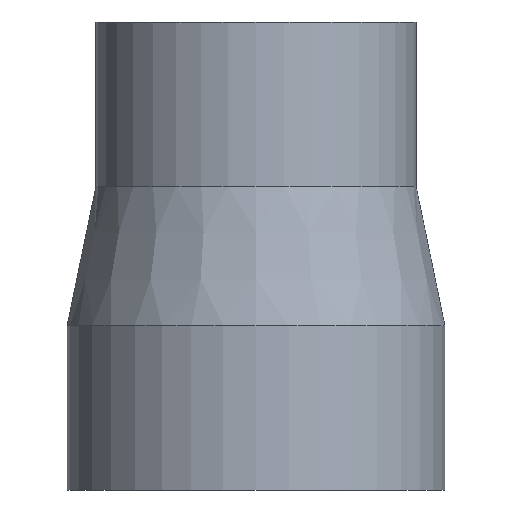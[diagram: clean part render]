
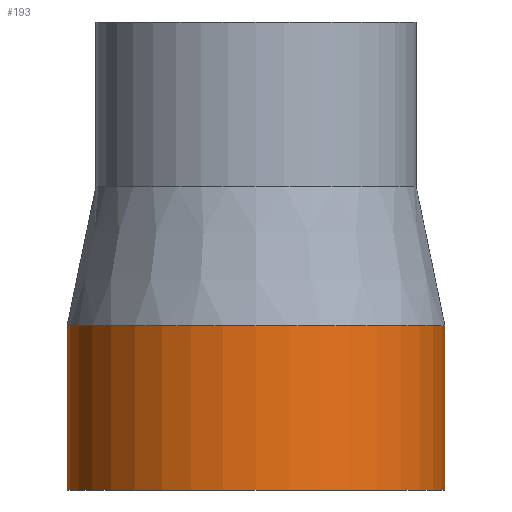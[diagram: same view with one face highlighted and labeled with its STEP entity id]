
A CAD part, left-side view. The second image highlights one B-rep face of the part: STEP entity #193.
In plain terms, the highlighted cylindrical face has radius 2.3 mm (diameter 4.6 mm), a partial arc.
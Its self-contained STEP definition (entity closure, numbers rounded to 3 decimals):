
#29=CARTESIAN_POINT('',(0.,0.,-5.7));
#30=DIRECTION('',(0.,0.,-1.));
#31=DIRECTION('',(0.,-1.,0.));
#32=AXIS2_PLACEMENT_3D('',#29,#30,#31);
#39=CARTESIAN_POINT('',(0.,0.,-3.7));
#40=DIRECTION('',(0.,0.,-1.));
#41=DIRECTION('',(0.,-1.,0.));
#42=AXIS2_PLACEMENT_3D('',#39,#40,#41);
#44=DIRECTION('',(0.,0.,-1.));
#45=VECTOR('',#44,2.);
#46=CARTESIAN_POINT('',(0.,-2.3,-3.7));
#47=LINE('',#46,#45);
#53=DIRECTION('',(0.,0.,-1.));
#54=VECTOR('',#53,2.);
#55=CARTESIAN_POINT('',(0.,2.3,-3.7));
#56=LINE('',#55,#54);
#97=CARTESIAN_POINT('',(0.,-2.3,-3.7));
#98=VERTEX_POINT('',#97);
#99=CARTESIAN_POINT('',(0.,-2.3,-5.7));
#100=VERTEX_POINT('',#99);
#109=CARTESIAN_POINT('',(0.,2.3,-3.7));
#110=VERTEX_POINT('',#109);
#111=CARTESIAN_POINT('',(0.,2.3,-5.7));
#112=VERTEX_POINT('',#111);
#179=CARTESIAN_POINT('',(0.,0.,0.));
#180=DIRECTION('',(0.,0.,-1.));
#181=DIRECTION('',(0.,-1.,0.));
#182=AXIS2_PLACEMENT_3D('',#179,#180,#181);
#183=CYLINDRICAL_SURFACE('',#182,2.3);
#185=ORIENTED_EDGE('',*,*,#184,.T.);
#186=ORIENTED_EDGE('',*,*,#168,.T.);
#188=ORIENTED_EDGE('',*,*,#187,.F.);
#190=ORIENTED_EDGE('',*,*,#189,.F.);
#191=EDGE_LOOP('',(#185,#186,#188,#190));
#192=FACE_OUTER_BOUND('',#191,.F.);
#193=ADVANCED_FACE('',(#192),#183,.T.);
#33=CIRCLE('',#32,2.3);
#43=CIRCLE('',#42,2.3);
#168=EDGE_CURVE('',#100,#112,#33,.T.);
#184=EDGE_CURVE('',#98,#100,#47,.T.);
#187=EDGE_CURVE('',#110,#112,#56,.T.);
#189=EDGE_CURVE('',#98,#110,#43,.T.);
